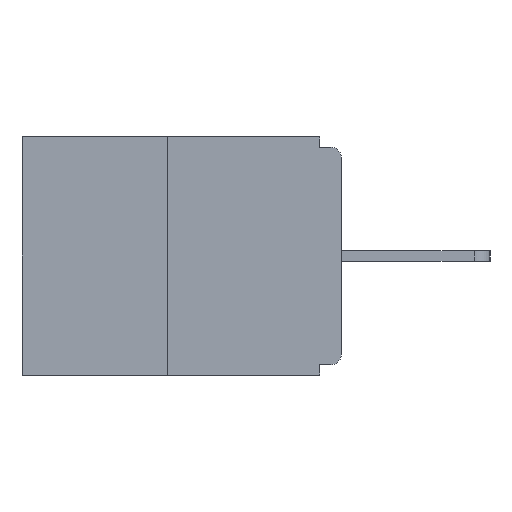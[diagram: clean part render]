
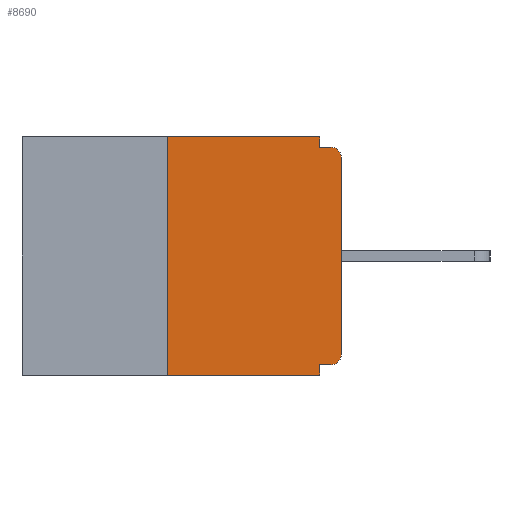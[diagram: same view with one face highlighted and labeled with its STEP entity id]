
A CAD part, left-side view. The second image highlights one B-rep face of the part: STEP entity #8690.
In plain terms, the highlighted planar face has unit normal (-1, 0, 0).
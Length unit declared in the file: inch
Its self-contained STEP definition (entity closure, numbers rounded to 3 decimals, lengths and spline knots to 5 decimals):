
#1 = DIRECTION ( 'NONE',  ( -1., 0., 0. ) ) ;
#59 = ORIENTED_EDGE ( 'NONE', *, *, #5352, .F. ) ;
#97 = CARTESIAN_POINT ( 'NONE',  ( 0., 0.25, 0. ) ) ;
#209 = CARTESIAN_POINT ( 'NONE',  ( 0., 0.031, -0.343 ) ) ;
#680 = CARTESIAN_POINT ( 'NONE',  ( 0., 0.46, 0. ) ) ;
#979 = VECTOR ( 'NONE', #17024, 39.37008 ) ;
#995 = VERTEX_POINT ( 'NONE', #4890 ) ;
#1521 = DIRECTION ( 'NONE',  ( 0., 0., 1. ) ) ;
#1971 = VECTOR ( 'NONE', #8301, 39.37008 ) ;
#2300 = EDGE_CURVE ( 'NONE', #995, #12689, #10252, .T. ) ;
#2896 = CARTESIAN_POINT ( 'NONE',  ( 0., 0., 0. ) ) ;
#3359 = CARTESIAN_POINT ( 'NONE',  ( 0., 0., -0.313 ) ) ;
#3728 = VERTEX_POINT ( 'NONE', #13180 ) ;
#4567 = DIRECTION ( 'NONE',  ( 0., 0., 1. ) ) ;
#4763 = CARTESIAN_POINT ( 'NONE',  ( 0., 0.015, -0.015 ) ) ;
#4890 = CARTESIAN_POINT ( 'NONE',  ( 0., 0.015, -0.328 ) ) ;
#4901 = CARTESIAN_POINT ( 'NONE',  ( 0., 0.031, -0.015 ) ) ;
#5054 = LINE ( 'NONE', #21726, #7873 ) ;
#5140 = CARTESIAN_POINT ( 'NONE',  ( 0., 0., -0.328 ) ) ;
#5352 = EDGE_CURVE ( 'NONE', #17205, #13696, #9972, .T. ) ;
#6046 = ORIENTED_EDGE ( 'NONE', *, *, #13009, .T. ) ;
#6304 = ORIENTED_EDGE ( 'NONE', *, *, #19536, .T. ) ;
#6529 = LINE ( 'NONE', #18405, #1971 ) ;
#6660 = CARTESIAN_POINT ( 'NONE',  ( 0., 0.031, -0.343 ) ) ;
#7791 = AXIS2_PLACEMENT_3D ( 'NONE', #15179, #1, #8768 ) ;
#7873 = VECTOR ( 'NONE', #17096, 39.37008 ) ;
#8171 = VECTOR ( 'NONE', #1521, 39.37008 ) ;
#8301 = DIRECTION ( 'NONE',  ( 0., -1., 0. ) ) ;
#8626 = EDGE_LOOP ( 'NONE', ( #21065, #16841, #6046, #59, #18927, #20669, #6304, #20252, #11002, #16163 ) ) ;
#8690 = ADVANCED_FACE ( 'NONE', ( #16585 ), #9127, .F. ) ;
#8768 = DIRECTION ( 'NONE',  ( 0., 0., -1. ) ) ;
#8898 = DIRECTION ( 'NONE',  ( 0., 0., -1. ) ) ;
#9115 = DIRECTION ( 'NONE',  ( -1., 0., 0. ) ) ;
#9127 = PLANE ( 'NONE',  #10357 ) ;
#9199 = LINE ( 'NONE', #15930, #17370 ) ;
#9972 = LINE ( 'NONE', #6660, #979 ) ;
#10165 = VERTEX_POINT ( 'NONE', #12300 ) ;
#10252 = CIRCLE ( 'NONE', #7791, 0.015 ) ;
#10357 = AXIS2_PLACEMENT_3D ( 'NONE', #680, #14328, #14205 ) ;
#10642 = CARTESIAN_POINT ( 'NONE',  ( 0., 0.015, -0.03 ) ) ;
#11002 = ORIENTED_EDGE ( 'NONE', *, *, #17587, .F. ) ;
#11343 = VERTEX_POINT ( 'NONE', #4901 ) ;
#11553 = LINE ( 'NONE', #5140, #14251 ) ;
#12160 = EDGE_CURVE ( 'NONE', #13481, #13062, #6529, .T. ) ;
#12300 = CARTESIAN_POINT ( 'NONE',  ( 0., 0., -0.03 ) ) ;
#12689 = VERTEX_POINT ( 'NONE', #3359 ) ;
#13009 = EDGE_CURVE ( 'NONE', #3728, #13696, #13094, .T. ) ;
#13062 = VERTEX_POINT ( 'NONE', #14978 ) ;
#13094 = LINE ( 'NONE', #14647, #19985 ) ;
#13180 = CARTESIAN_POINT ( 'NONE',  ( 0., 0.25, -0.343 ) ) ;
#13481 = VERTEX_POINT ( 'NONE', #97 ) ;
#13696 = VERTEX_POINT ( 'NONE', #209 ) ;
#13878 = AXIS2_PLACEMENT_3D ( 'NONE', #10642, #9115, #8898 ) ;
#14205 = DIRECTION ( 'NONE',  ( 0., 0., -1. ) ) ;
#14251 = VECTOR ( 'NONE', #18578, 39.37008 ) ;
#14328 = DIRECTION ( 'NONE',  ( 1., 0., 0. ) ) ;
#14525 = LINE ( 'NONE', #2896, #14560 ) ;
#14560 = VECTOR ( 'NONE', #4567, 39.37008 ) ;
#14647 = CARTESIAN_POINT ( 'NONE',  ( 0., 0.46, -0.343 ) ) ;
#14932 = CIRCLE ( 'NONE', #13878, 0.015 ) ;
#14978 = CARTESIAN_POINT ( 'NONE',  ( 0., 0.031, 0. ) ) ;
#15120 = EDGE_CURVE ( 'NONE', #3728, #13481, #16676, .T. ) ;
#15179 = CARTESIAN_POINT ( 'NONE',  ( 0., 0.015, -0.313 ) ) ;
#15930 = CARTESIAN_POINT ( 'NONE',  ( 0., 0.031, 0. ) ) ;
#16023 = CARTESIAN_POINT ( 'NONE',  ( 0., 0.031, -0.328 ) ) ;
#16163 = ORIENTED_EDGE ( 'NONE', *, *, #19997, .F. ) ;
#16585 = FACE_OUTER_BOUND ( 'NONE', #8626, .T. ) ;
#16676 = LINE ( 'NONE', #18409, #8171 ) ;
#16726 = EDGE_CURVE ( 'NONE', #995, #17205, #11553, .T. ) ;
#16841 = ORIENTED_EDGE ( 'NONE', *, *, #15120, .F. ) ;
#17024 = DIRECTION ( 'NONE',  ( 0., 0., -1. ) ) ;
#17096 = DIRECTION ( 'NONE',  ( 0., -1., 0. ) ) ;
#17205 = VERTEX_POINT ( 'NONE', #16023 ) ;
#17370 = VECTOR ( 'NONE', #21205, 39.37008 ) ;
#17587 = EDGE_CURVE ( 'NONE', #11343, #18826, #5054, .T. ) ;
#18185 = EDGE_CURVE ( 'NONE', #10165, #18826, #14932, .T. ) ;
#18405 = CARTESIAN_POINT ( 'NONE',  ( 0., 0.46, 0. ) ) ;
#18409 = CARTESIAN_POINT ( 'NONE',  ( 0., 0.25, 0. ) ) ;
#18578 = DIRECTION ( 'NONE',  ( 0., 1., 0. ) ) ;
#18826 = VERTEX_POINT ( 'NONE', #4763 ) ;
#18927 = ORIENTED_EDGE ( 'NONE', *, *, #16726, .F. ) ;
#19536 = EDGE_CURVE ( 'NONE', #12689, #10165, #14525, .T. ) ;
#19985 = VECTOR ( 'NONE', #21354, 39.37008 ) ;
#19997 = EDGE_CURVE ( 'NONE', #13062, #11343, #9199, .T. ) ;
#20252 = ORIENTED_EDGE ( 'NONE', *, *, #18185, .T. ) ;
#20669 = ORIENTED_EDGE ( 'NONE', *, *, #2300, .T. ) ;
#21065 = ORIENTED_EDGE ( 'NONE', *, *, #12160, .F. ) ;
#21205 = DIRECTION ( 'NONE',  ( 0., 0., -1. ) ) ;
#21354 = DIRECTION ( 'NONE',  ( 0., -1., 0. ) ) ;
#21726 = CARTESIAN_POINT ( 'NONE',  ( 0., 0., -0.015 ) ) ;
